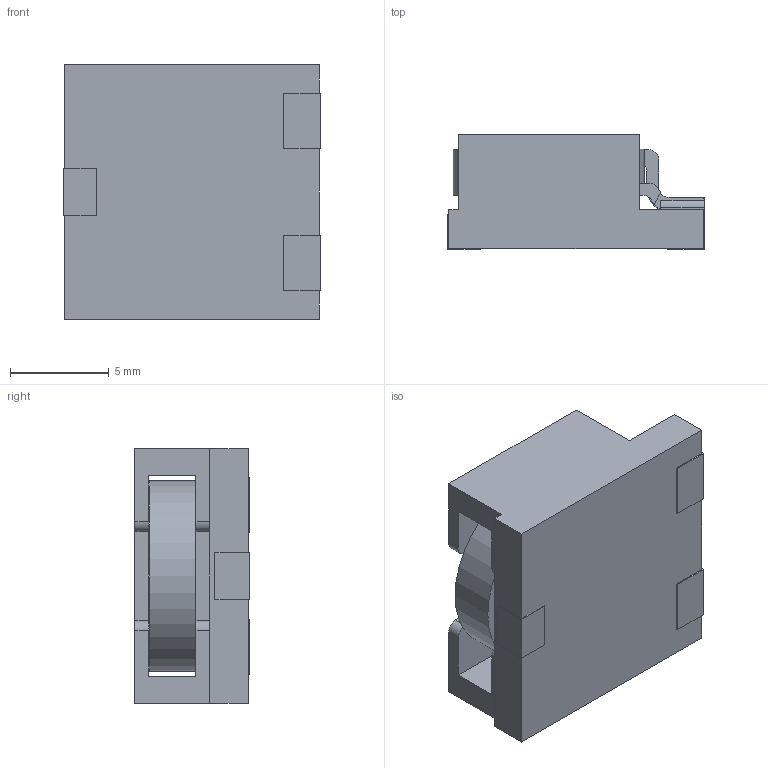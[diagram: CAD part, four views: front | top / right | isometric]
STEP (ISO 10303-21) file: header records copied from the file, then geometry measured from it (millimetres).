
FILE_DESCRIPTION (( 'STEP AP214' ), '1' );
FILE_NAME ('Coilcraft-SER1360.STEP', '2018-12-15T00:38:15', ( '' ), ( '' ), 'SwSTEP 2.0', 'SolidWorks 2018', '' );
FILE_SCHEMA (( 'AUTOMOTIVE_DESIGN' ));
Length unit declared in the file: millimetre
Products named in the file (1): Coilcraft-SER1360
Bounding box: 13 x 5.8 x 12.9 mm (x, y, z)
Volume: 727.3 mm3; surface area: 1050.7 mm2
Topology: 1 solids, 1 shells, 376 faces, 975 edges, 621 vertices
Faces by surface type: plane 263, bspline 93, cylinder 20
Entity records: 19075 total; most frequent: CARTESIAN_POINT 6610, ORIENTED_EDGE 1950, DIRECTION 1409, EDGE_CURVE 975, VECTOR 737, LINE 737, VERTEX_POINT 621, EDGE_LOOP 400
